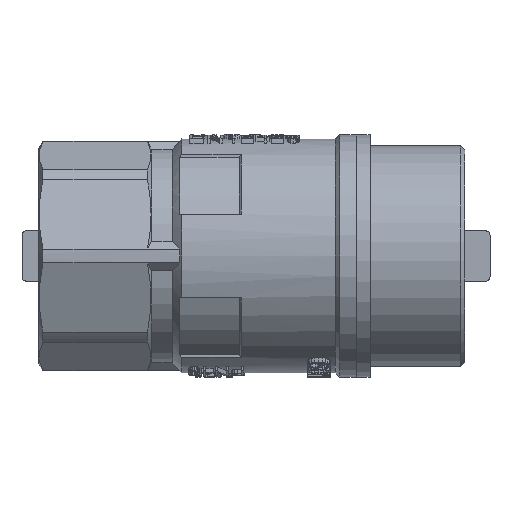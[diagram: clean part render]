
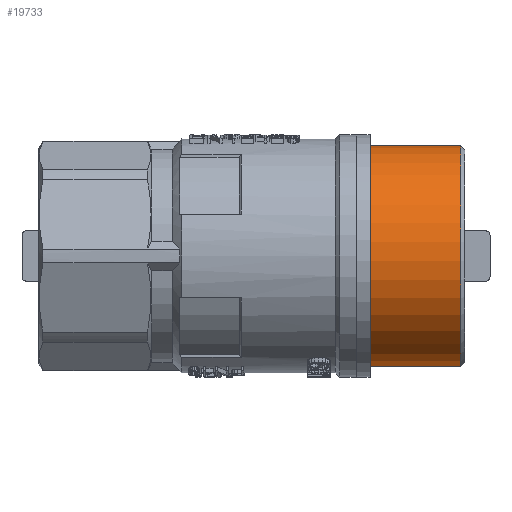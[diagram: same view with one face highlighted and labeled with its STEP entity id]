
A CAD part, front view. The second image highlights one B-rep face of the part: STEP entity #19733.
In plain terms, the highlighted cylindrical face has radius 13.22 mm (diameter 26.441 mm), a full revolution.
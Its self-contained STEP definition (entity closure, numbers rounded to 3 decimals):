
#1556=CYLINDRICAL_SURFACE('',#28244,13.221);
#5167=CIRCLE('',#28240,13.221);
#5170=CIRCLE('',#28245,13.221);
#5980=ORIENTED_EDGE('',*,*,#11983,.T.);
#5981=ORIENTED_EDGE('',*,*,#11980,.T.);
#11980=EDGE_CURVE('',#15024,#15024,#5167,.T.);
#11983=EDGE_CURVE('',#15027,#15027,#5170,.T.);
#15024=VERTEX_POINT('',#40866);
#15027=VERTEX_POINT('',#40874);
#17215=EDGE_LOOP('',(#5980));
#17216=EDGE_LOOP('',(#5981));
#18463=FACE_BOUND('',#17215,.T.);
#18464=FACE_BOUND('',#17216,.T.);
#19733=ADVANCED_FACE('',(#18463,#18464),#1556,.T.);
#28240=AXIS2_PLACEMENT_3D('',#40865,#31482,#31483);
#28244=AXIS2_PLACEMENT_3D('',#40872,#31490,#31491);
#28245=AXIS2_PLACEMENT_3D('',#40873,#31492,#31493);
#31482=DIRECTION('',(0.,0.,-1.));
#31483=DIRECTION('',(-0.924,-0.383,0.));
#31490=DIRECTION('',(0.,0.,-1.));
#31491=DIRECTION('',(-0.924,-0.383,0.));
#31492=DIRECTION('',(0.,0.,1.));
#31493=DIRECTION('',(0.924,0.383,0.));
#40865=CARTESIAN_POINT('',(3.5,0.,-4.86));
#40866=CARTESIAN_POINT('',(-8.714,-5.059,-4.86));
#40872=CARTESIAN_POINT('',(3.5,0.,-7.03));
#40873=CARTESIAN_POINT('',(3.5,0.,-15.7));
#40874=CARTESIAN_POINT('',(15.714,5.059,-15.7));
